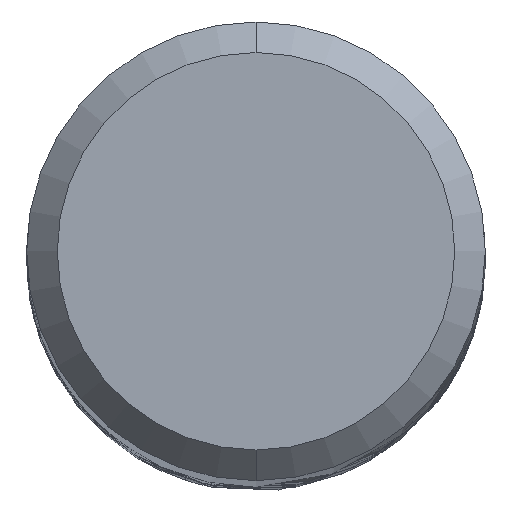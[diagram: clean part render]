
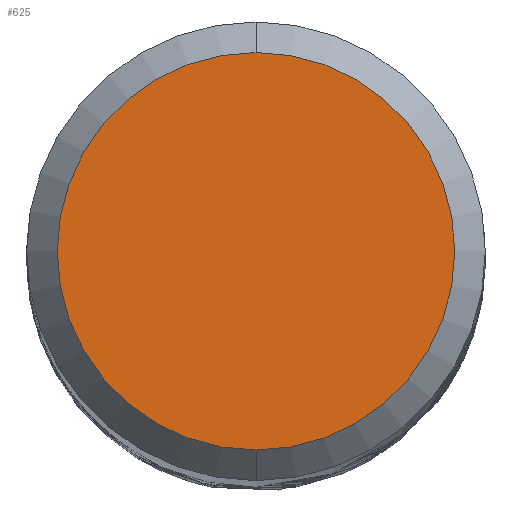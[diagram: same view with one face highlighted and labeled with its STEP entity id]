
A CAD part, top view. The second image highlights one B-rep face of the part: STEP entity #625.
In plain terms, the highlighted planar face has unit normal (0, 0, 1).
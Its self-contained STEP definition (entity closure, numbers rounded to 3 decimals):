
#451=EDGE_CURVE('',#695,#585,#1023,.T.);
#585=VERTEX_POINT('',#1167);
#625=ADVANCED_FACE('',(#1214),#1215,.T.);
#695=VERTEX_POINT('',#1292);
#767=EDGE_CURVE('',#585,#695,#1367,.T.);
#1023=CIRCLE('',#2323,2.6);
#1167=CARTESIAN_POINT('',(0.,-2.6,0.0));
#1214=FACE_OUTER_BOUND('',#4696,.T.);
#1215=PLANE('',#4697);
#1292=CARTESIAN_POINT('',(0.0,2.6,0.0));
#1367=CIRCLE('',#6376,2.6);
#2323=AXIS2_PLACEMENT_3D('',#7629,#7630,#7631);
#4696=EDGE_LOOP('',(#7826,#7827));
#4697=AXIS2_PLACEMENT_3D('',#7828,#7829,#7830);
#6376=AXIS2_PLACEMENT_3D('',#7947,#7948,#7949);
#7629=CARTESIAN_POINT('',(0.0,0.0,0.0));
#7630=DIRECTION('',(0.0,0.0,-1.0));
#7631=DIRECTION('',(0.0,1.0,0.0));
#7826=ORIENTED_EDGE('',*,*,#451,.F.);
#7827=ORIENTED_EDGE('',*,*,#767,.F.);
#7828=CARTESIAN_POINT('',(0.0,1.3,0.0));
#7829=DIRECTION('',(-0.0,0.0,1.0));
#7830=DIRECTION('',(0.0,-1.0,0.0));
#7947=CARTESIAN_POINT('',(0.0,0.0,0.0));
#7948=DIRECTION('',(0.0,0.0,-1.0));
#7949=DIRECTION('',(0.0,1.0,0.0));
